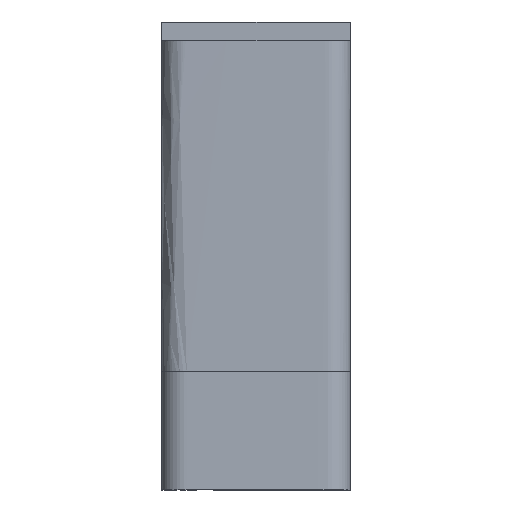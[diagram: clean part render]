
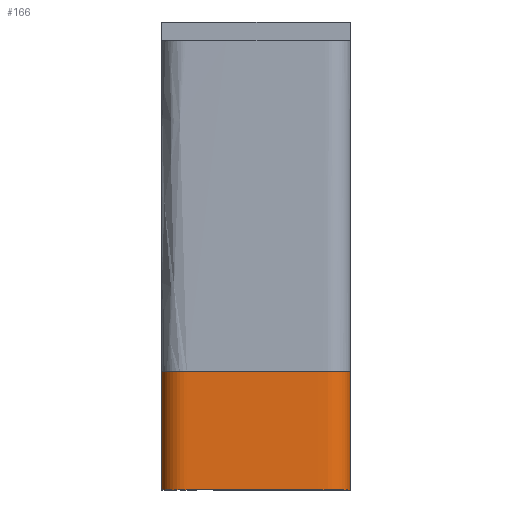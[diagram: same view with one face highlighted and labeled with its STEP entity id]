
A CAD part, front view. The second image highlights one B-rep face of the part: STEP entity #166.
In plain terms, the highlighted free-form (B-spline) face has degree [1, 2] with [2, 17] control points.
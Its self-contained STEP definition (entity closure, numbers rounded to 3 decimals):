
#166=ADVANCED_FACE($,(#524),#4828,.T.);
#524=FACE_OUTER_BOUND($,#884,.T.);
#884=EDGE_LOOP($,(#1371,#1372,#1373,#1374));
#1371=ORIENTED_EDGE($,*,*,#3149,.T.);
#1372=ORIENTED_EDGE($,*,*,#3144,.F.);
#1373=ORIENTED_EDGE($,*,*,#3150,.F.);
#1374=ORIENTED_EDGE($,*,*,#3147,.F.);
#3144=EDGE_CURVE($,#4031,#4030,#4979,.T.);
#3147=EDGE_CURVE($,#4033,#4034,#4981,.T.);
#3149=EDGE_CURVE($,#4033,#4030,#5566,.T.);
#3150=EDGE_CURVE($,#4034,#4031,#5567,.T.);
#4030=VERTEX_POINT($,#6875);
#4031=VERTEX_POINT($,#6876);
#4033=VERTEX_POINT($,#6878);
#4034=VERTEX_POINT($,#6879);
#4828=(
BOUNDED_SURFACE()
B_SPLINE_SURFACE(1,2,((#6705,#6706,#6707,#6708,#6709,#6710,#6711,#6712,#6713,
#6714,#6715,#6716,#6717,#6718,#6719,#6720,#6721),(#6722,#6723,#6724,#6725,
#6726,#6727,#6728,#6729,#6730,#6731,#6732,#6733,#6734,#6735,#6736,#6737,
#6738)),.UNSPECIFIED.,.F.,.F.,.F.)
B_SPLINE_SURFACE_WITH_KNOTS((2,2),(3,2,2,2,2,2,2,2,3),(0.,9.57),
(-351.885,-348.743,-337.503,-334.362,-324.184,
-321.043,-309.803,-306.661,-305.133),
.UNSPECIFIED.)
GEOMETRIC_REPRESENTATION_ITEM()
RATIONAL_B_SPLINE_SURFACE(((1.,0.707,1.,1.,1.,0.707,
1.,1.,1.,0.707,1.,1.,1.,0.707,1.,1.,1.),(1.,0.707,
1.,1.,1.,0.707,1.,1.,1.,0.707,1.,1.,1.,0.707,
1.,1.,1.)))
REPRESENTATION_ITEM($)
SURFACE()
);
#4979=B_SPLINE_CURVE_WITH_KNOTS($,1,(#6453,#6454),.UNSPECIFIED.,.F.,.F.,
(2,2),(-9.57,0.),.UNSPECIFIED.);
#4981=B_SPLINE_CURVE_WITH_KNOTS($,3,(#6475,#6476,#6477,#6478),.UNSPECIFIED.,
.F.,.F.,(4,4),(-9.57,0.),.UNSPECIFIED.);
#5566=(
BOUNDED_CURVE()
B_SPLINE_CURVE(2,(#6490,#6491,#6492,#6493,#6494,#6495,#6496,#6497,#6498,
#6499,#6500,#6501,#6502,#6503,#6504,#6505,#6506),.UNSPECIFIED.,.F.,.F.)
B_SPLINE_CURVE_WITH_KNOTS((3,2,2,2,2,2,2,2,3),(305.133,306.661,
309.803,321.043,324.184,334.362,337.503,
348.743,351.885),.UNSPECIFIED.)
CURVE()
GEOMETRIC_REPRESENTATION_ITEM()
RATIONAL_B_SPLINE_CURVE((1.,1.,1.,0.707,1.,1.,1.,0.707,
1.,1.,1.,0.707,1.,1.,1.,0.707,1.))
REPRESENTATION_ITEM($)
);
#5567=(
BOUNDED_CURVE()
B_SPLINE_CURVE(2,(#6507,#6508,#6509,#6510,#6511,#6512,#6513,#6514,#6515,
#6516,#6517,#6518,#6519,#6520,#6521,#6522,#6523),.UNSPECIFIED.,.F.,.F.)
B_SPLINE_CURVE_WITH_KNOTS((3,2,2,2,2,2,2,2,3),(305.133,306.661,
309.803,321.043,324.184,334.362,337.503,
348.743,351.885),.UNSPECIFIED.)
CURVE()
GEOMETRIC_REPRESENTATION_ITEM()
RATIONAL_B_SPLINE_CURVE((1.,1.,1.,0.707,1.,1.,1.,0.707,
1.,1.,1.,0.707,1.,1.,1.,0.707,1.))
REPRESENTATION_ITEM($)
);
#6453=CARTESIAN_POINT($,(15.24,11.495,-26.67));
#6454=CARTESIAN_POINT($,(15.24,11.495,-36.24));
#6475=CARTESIAN_POINT($,(15.24,101.58,-36.24));
#6476=CARTESIAN_POINT($,(15.24,101.58,-33.05));
#6477=CARTESIAN_POINT($,(15.24,101.58,-29.86));
#6478=CARTESIAN_POINT($,(15.24,101.58,-26.67));
#6490=CARTESIAN_POINT($,(15.24,101.58,-36.24));
#6491=CARTESIAN_POINT($,(15.24,109.538,-36.24));
#6492=CARTESIAN_POINT($,(15.24,117.495,-36.24));
#6493=CARTESIAN_POINT($,(15.24,119.495,-36.24));
#6494=CARTESIAN_POINT($,(13.24,119.495,-36.24));
#6495=CARTESIAN_POINT($,(7.62,119.495,-36.24));
#6496=CARTESIAN_POINT($,(2.,119.495,-36.24));
#6497=CARTESIAN_POINT($,(0.,119.495,-36.24));
#6498=CARTESIAN_POINT($,(0.,117.495,-36.24));
#6499=CARTESIAN_POINT($,(0.,64.495,-36.24));
#6500=CARTESIAN_POINT($,(0.,11.495,-36.24));
#6501=CARTESIAN_POINT($,(0.,9.495,-36.24));
#6502=CARTESIAN_POINT($,(2.,9.495,-36.24));
#6503=CARTESIAN_POINT($,(7.62,9.495,-36.24));
#6504=CARTESIAN_POINT($,(13.24,9.495,-36.24));
#6505=CARTESIAN_POINT($,(15.24,9.495,-36.24));
#6506=CARTESIAN_POINT($,(15.24,11.495,-36.24));
#6507=CARTESIAN_POINT($,(15.24,101.58,-26.67));
#6508=CARTESIAN_POINT($,(15.24,109.538,-26.67));
#6509=CARTESIAN_POINT($,(15.24,117.495,-26.67));
#6510=CARTESIAN_POINT($,(15.24,119.495,-26.67));
#6511=CARTESIAN_POINT($,(13.24,119.495,-26.67));
#6512=CARTESIAN_POINT($,(7.62,119.495,-26.67));
#6513=CARTESIAN_POINT($,(2.,119.495,-26.67));
#6514=CARTESIAN_POINT($,(0.,119.495,-26.67));
#6515=CARTESIAN_POINT($,(0.,117.495,-26.67));
#6516=CARTESIAN_POINT($,(0.,64.495,-26.67));
#6517=CARTESIAN_POINT($,(0.,11.495,-26.67));
#6518=CARTESIAN_POINT($,(0.,9.495,-26.67));
#6519=CARTESIAN_POINT($,(2.,9.495,-26.67));
#6520=CARTESIAN_POINT($,(7.62,9.495,-26.67));
#6521=CARTESIAN_POINT($,(13.24,9.495,-26.67));
#6522=CARTESIAN_POINT($,(15.24,9.495,-26.67));
#6523=CARTESIAN_POINT($,(15.24,11.495,-26.67));
#6705=CARTESIAN_POINT($,(15.24,11.495,-36.24));
#6706=CARTESIAN_POINT($,(15.24,9.495,-36.24));
#6707=CARTESIAN_POINT($,(13.24,9.495,-36.24));
#6708=CARTESIAN_POINT($,(7.62,9.495,-36.24));
#6709=CARTESIAN_POINT($,(2.,9.495,-36.24));
#6710=CARTESIAN_POINT($,(0.,9.495,-36.24));
#6711=CARTESIAN_POINT($,(0.,11.495,-36.24));
#6712=CARTESIAN_POINT($,(0.,64.495,-36.24));
#6713=CARTESIAN_POINT($,(0.,117.495,-36.24));
#6714=CARTESIAN_POINT($,(0.,119.495,-36.24));
#6715=CARTESIAN_POINT($,(2.,119.495,-36.24));
#6716=CARTESIAN_POINT($,(7.62,119.495,-36.24));
#6717=CARTESIAN_POINT($,(13.24,119.495,-36.24));
#6718=CARTESIAN_POINT($,(15.24,119.495,-36.24));
#6719=CARTESIAN_POINT($,(15.24,117.495,-36.24));
#6720=CARTESIAN_POINT($,(15.24,109.538,-36.24));
#6721=CARTESIAN_POINT($,(15.24,101.58,-36.24));
#6722=CARTESIAN_POINT($,(15.24,11.495,-26.67));
#6723=CARTESIAN_POINT($,(15.24,9.495,-26.67));
#6724=CARTESIAN_POINT($,(13.24,9.495,-26.67));
#6725=CARTESIAN_POINT($,(7.62,9.495,-26.67));
#6726=CARTESIAN_POINT($,(2.,9.495,-26.67));
#6727=CARTESIAN_POINT($,(0.,9.495,-26.67));
#6728=CARTESIAN_POINT($,(0.,11.495,-26.67));
#6729=CARTESIAN_POINT($,(0.,64.495,-26.67));
#6730=CARTESIAN_POINT($,(0.,117.495,-26.67));
#6731=CARTESIAN_POINT($,(0.,119.495,-26.67));
#6732=CARTESIAN_POINT($,(2.,119.495,-26.67));
#6733=CARTESIAN_POINT($,(7.62,119.495,-26.67));
#6734=CARTESIAN_POINT($,(13.24,119.495,-26.67));
#6735=CARTESIAN_POINT($,(15.24,119.495,-26.67));
#6736=CARTESIAN_POINT($,(15.24,117.495,-26.67));
#6737=CARTESIAN_POINT($,(15.24,109.538,-26.67));
#6738=CARTESIAN_POINT($,(15.24,101.58,-26.67));
#6875=CARTESIAN_POINT($,(15.24,11.495,-36.24));
#6876=CARTESIAN_POINT($,(15.24,11.495,-26.67));
#6878=CARTESIAN_POINT($,(15.24,101.58,-36.24));
#6879=CARTESIAN_POINT($,(15.24,101.58,-26.67));
